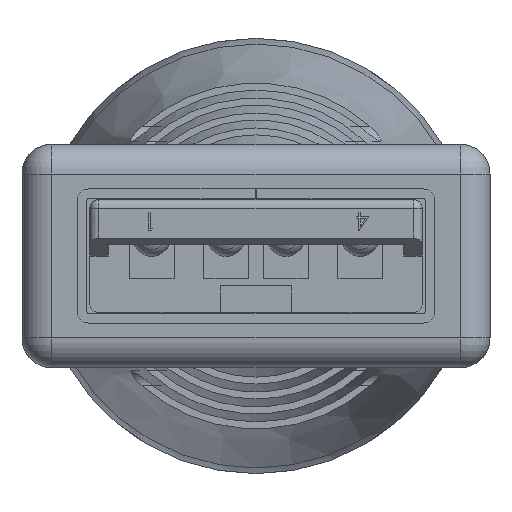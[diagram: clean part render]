
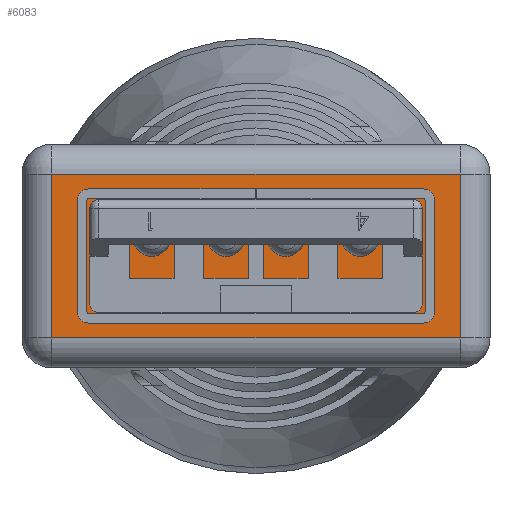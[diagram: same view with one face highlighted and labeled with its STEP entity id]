
A CAD part, front view. The second image highlights one B-rep face of the part: STEP entity #6083.
In plain terms, the highlighted face is planar.
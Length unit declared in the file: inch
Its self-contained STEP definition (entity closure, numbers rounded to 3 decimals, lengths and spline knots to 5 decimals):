
#601 = CARTESIAN_POINT ( 'NONE',  ( -0.30906, -0.10827, 0. ) ) ;
#1371 = LINE ( 'NONE', #601, #9842 ) ;
#1442 = CARTESIAN_POINT ( 'NONE',  ( -0.26969, 0.14764, 0. ) ) ;
#3048 = ORIENTED_EDGE ( 'NONE', *, *, #27805, .T. ) ;
#3660 = DIRECTION ( 'NONE',  ( 0., -1., 0. ) ) ;
#3755 = VERTEX_POINT ( 'NONE', #14724 ) ;
#4554 = EDGE_CURVE ( 'NONE', #3755, #9241, #13662, .T. ) ;
#4712 = DIRECTION ( 'NONE',  ( 1., 0., 0. ) ) ;
#5095 = FACE_OUTER_BOUND ( 'NONE', #10528, .T. ) ;
#5919 = AXIS2_PLACEMENT_3D ( 'NONE', #20776, #11804, #4712 ) ;
#6083 = ADVANCED_FACE ( 'NONE', ( #5095 ), #11606, .F. ) ;
#7732 = CARTESIAN_POINT ( 'NONE',  ( -0.26969, 0.10827, 0. ) ) ;
#9215 = ORIENTED_EDGE ( 'NONE', *, *, #4554, .T. ) ;
#9241 = VERTEX_POINT ( 'NONE', #25295 ) ;
#9607 = VECTOR ( 'NONE', #12629, 39.37008 ) ;
#9759 = VECTOR ( 'NONE', #3660, 39.37008 ) ;
#9842 = VECTOR ( 'NONE', #23197, 39.37008 ) ;
#10528 = EDGE_LOOP ( 'NONE', ( #19348, #9215, #12472, #3048 ) ) ;
#11018 = LINE ( 'NONE', #23667, #9607 ) ;
#11606 = PLANE ( 'NONE',  #5919 ) ;
#11804 = DIRECTION ( 'NONE',  ( 0., 0., 1. ) ) ;
#12472 = ORIENTED_EDGE ( 'NONE', *, *, #15167, .T. ) ;
#12629 = DIRECTION ( 'NONE',  ( 1., 0., 0. ) ) ;
#13404 = DIRECTION ( 'NONE',  ( 0., 1., 0. ) ) ;
#13531 = VERTEX_POINT ( 'NONE', #7732 ) ;
#13662 = LINE ( 'NONE', #17135, #9759 ) ;
#14303 = VERTEX_POINT ( 'NONE', #22762 ) ;
#14724 = CARTESIAN_POINT ( 'NONE',  ( 0.26969, 0.10827, 0. ) ) ;
#15167 = EDGE_CURVE ( 'NONE', #9241, #14303, #1371, .T. ) ;
#17135 = CARTESIAN_POINT ( 'NONE',  ( 0.26969, 0.14764, 0. ) ) ;
#19348 = ORIENTED_EDGE ( 'NONE', *, *, #26272, .T. ) ;
#20776 = CARTESIAN_POINT ( 'NONE',  ( -0.30906, 0.14764, 0. ) ) ;
#21622 = VECTOR ( 'NONE', #13404, 39.37008 ) ;
#22762 = CARTESIAN_POINT ( 'NONE',  ( -0.26969, -0.10827, 0. ) ) ;
#23197 = DIRECTION ( 'NONE',  ( -1., 0., 0. ) ) ;
#23667 = CARTESIAN_POINT ( 'NONE',  ( 0.30906, 0.10827, 0. ) ) ;
#25158 = LINE ( 'NONE', #1442, #21622 ) ;
#25295 = CARTESIAN_POINT ( 'NONE',  ( 0.26969, -0.10827, 0. ) ) ;
#26272 = EDGE_CURVE ( 'NONE', #13531, #3755, #11018, .T. ) ;
#27805 = EDGE_CURVE ( 'NONE', #14303, #13531, #25158, .T. ) ;
